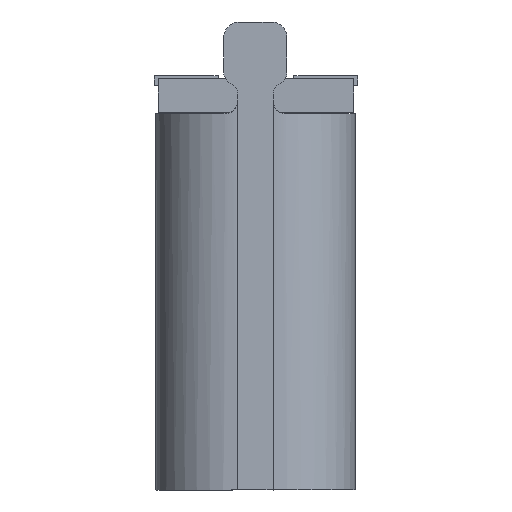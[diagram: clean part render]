
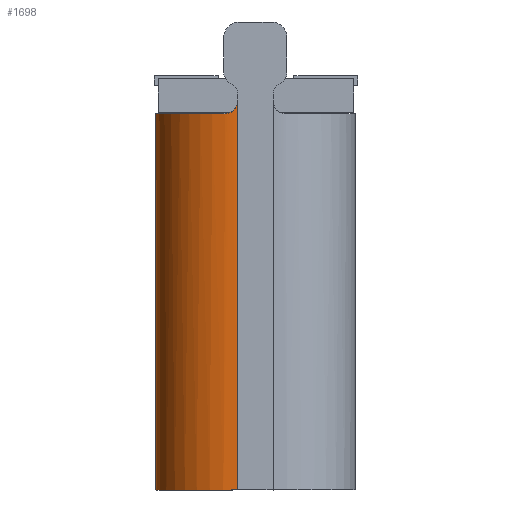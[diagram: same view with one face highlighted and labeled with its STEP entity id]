
A CAD part, front view. The second image highlights one B-rep face of the part: STEP entity #1698.
In plain terms, the highlighted cylindrical face has radius 1.3 mm (diameter 2.6 mm), a partial arc.
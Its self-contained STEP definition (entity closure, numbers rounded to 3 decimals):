
#721 = VERTEX_POINT ( 'NONE', #34012 ) ;
#1543 = CARTESIAN_POINT ( 'NONE',  ( 3.494, 3.615, 9.367 ) ) ;
#1698 = ADVANCED_FACE ( 'NONE', ( #30281 ), #13557, .T. ) ;
#3052 = CARTESIAN_POINT ( 'NONE',  ( 3.672, 3.599, 9.462 ) ) ;
#3433 = CARTESIAN_POINT ( 'NONE',  ( 3.694, 3.6, 9.514 ) ) ;
#4708 = CARTESIAN_POINT ( 'NONE',  ( 3.694, 3.6, 9.567 ) ) ;
#5565 = VERTEX_POINT ( 'NONE', #12343 ) ;
#6040 = DIRECTION ( 'NONE',  ( -1., 0., 0. ) ) ;
#8420 = CARTESIAN_POINT ( 'NONE',  ( 3.694, 4.9, 10.092 ) ) ;
#9241 = ORIENTED_EDGE ( 'NONE', *, *, #25202, .F. ) ;
#9407 = DIRECTION ( 'NONE',  ( 0., 0., -1. ) ) ;
#10625 = ORIENTED_EDGE ( 'NONE', *, *, #35128, .F. ) ;
#10688 = DIRECTION ( 'NONE',  ( 0., 0., 1. ) ) ;
#11081 = CARTESIAN_POINT ( 'NONE',  ( 3.694, 3.6, 3.417 ) ) ;
#12343 = CARTESIAN_POINT ( 'NONE',  ( 2.394, 4.9, 9.367 ) ) ;
#12410 = B_SPLINE_CURVE_WITH_KNOTS ( 'NONE', 3,
 ( #17385, #3433, #3052, #36281, #14452, #19771 ),
 .UNSPECIFIED., .F., .F.,
 ( 4, 2, 4 ),
 ( 0., 0., 0. ),
 .UNSPECIFIED. ) ;
#13557 = CYLINDRICAL_SURFACE ( 'NONE', #24321, 1.3 ) ;
#13851 = EDGE_LOOP ( 'NONE', ( #27710, #10625, #23533, #27654, #9241 ) ) ;
#14452 = CARTESIAN_POINT ( 'NONE',  ( 3.546, 3.607, 9.367 ) ) ;
#15499 = AXIS2_PLACEMENT_3D ( 'NONE', #32883, #10688, #16219 ) ;
#15888 = VERTEX_POINT ( 'NONE', #11081 ) ;
#16219 = DIRECTION ( 'NONE',  ( 0., -1., 0. ) ) ;
#17385 = CARTESIAN_POINT ( 'NONE',  ( 3.694, 3.6, 9.567 ) ) ;
#17590 = CARTESIAN_POINT ( 'NONE',  ( 3.694, 4.9, 3.417 ) ) ;
#17871 = CARTESIAN_POINT ( 'NONE',  ( 2.394, 4.9, 10.092 ) ) ;
#19771 = CARTESIAN_POINT ( 'NONE',  ( 3.494, 3.615, 9.367 ) ) ;
#20230 = AXIS2_PLACEMENT_3D ( 'NONE', #17590, #28777, #6040 ) ;
#21052 = LINE ( 'NONE', #26529, #27877 ) ;
#21330 = EDGE_CURVE ( 'NONE', #15888, #35806, #21052, .T. ) ;
#22903 = DIRECTION ( 'NONE',  ( 0., 1., 0. ) ) ;
#23533 = ORIENTED_EDGE ( 'NONE', *, *, #21330, .T. ) ;
#24321 = AXIS2_PLACEMENT_3D ( 'NONE', #8420, #28596, #22903 ) ;
#25202 = EDGE_CURVE ( 'NONE', #5565, #32132, #31325, .T. ) ;
#26529 = CARTESIAN_POINT ( 'NONE',  ( 3.694, 3.6, 10.092 ) ) ;
#27654 = ORIENTED_EDGE ( 'NONE', *, *, #33129, .T. ) ;
#27710 = ORIENTED_EDGE ( 'NONE', *, *, #28636, .T. ) ;
#27877 = VECTOR ( 'NONE', #32225, 1000. ) ;
#28596 = DIRECTION ( 'NONE',  ( 0., 0., -1. ) ) ;
#28636 = EDGE_CURVE ( 'NONE', #5565, #721, #34532, .T. ) ;
#28777 = DIRECTION ( 'NONE',  ( 0., 0., -1. ) ) ;
#29973 = VECTOR ( 'NONE', #9407, 1000. ) ;
#30281 = FACE_OUTER_BOUND ( 'NONE', #13851, .T. ) ;
#31325 = CIRCLE ( 'NONE', #15499, 1.3 ) ;
#32132 = VERTEX_POINT ( 'NONE', #1543 ) ;
#32225 = DIRECTION ( 'NONE',  ( 0., 0., 1. ) ) ;
#32524 = CIRCLE ( 'NONE', #20230, 1.3 ) ;
#32883 = CARTESIAN_POINT ( 'NONE',  ( 3.694, 4.9, 9.367 ) ) ;
#33129 = EDGE_CURVE ( 'NONE', #35806, #32132, #12410, .T. ) ;
#34012 = CARTESIAN_POINT ( 'NONE',  ( 2.394, 4.9, 3.417 ) ) ;
#34532 = LINE ( 'NONE', #17871, #29973 ) ;
#35128 = EDGE_CURVE ( 'NONE', #15888, #721, #32524, .T. ) ;
#35806 = VERTEX_POINT ( 'NONE', #4708 ) ;
#36281 = CARTESIAN_POINT ( 'NONE',  ( 3.598, 3.603, 9.389 ) ) ;
